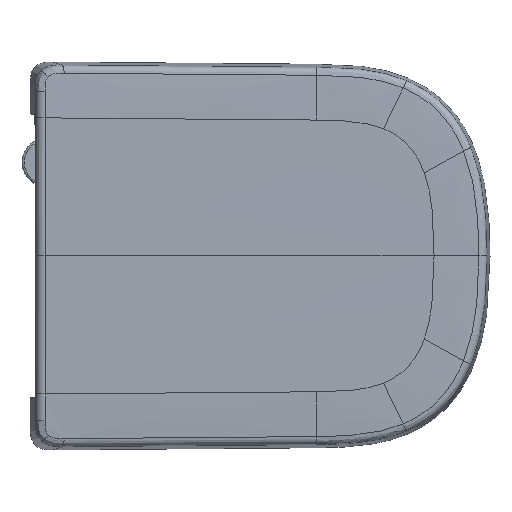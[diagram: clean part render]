
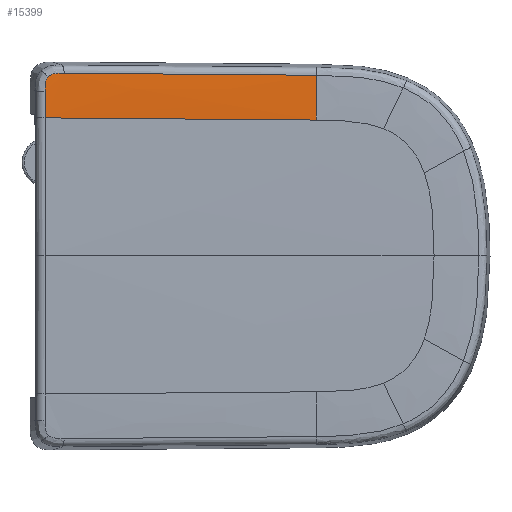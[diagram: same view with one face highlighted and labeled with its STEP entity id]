
A CAD part, top view. The second image highlights one B-rep face of the part: STEP entity #15399.
In plain terms, the highlighted free-form (B-spline) face has degree [3, 3] with [4, 4] control points.
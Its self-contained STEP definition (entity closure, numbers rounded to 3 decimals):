
#3860=ORIENTED_EDGE('',*,*,#7264,.T.);
#3861=ORIENTED_EDGE('',*,*,#7265,.T.);
#3862=ORIENTED_EDGE('',*,*,#7266,.T.);
#3863=ORIENTED_EDGE('',*,*,#7210,.F.);
#3864=ORIENTED_EDGE('',*,*,#7208,.F.);
#3865=ORIENTED_EDGE('',*,*,#7144,.F.);
#7144=EDGE_CURVE('',#9042,#9043,#10538,.T.);
#7208=EDGE_CURVE('',#9043,#9076,#10602,.T.);
#7210=EDGE_CURVE('',#9076,#9077,#10604,.T.);
#7264=EDGE_CURVE('',#9042,#9113,#10656,.T.);
#7265=EDGE_CURVE('',#9113,#9114,#10657,.T.);
#7266=EDGE_CURVE('',#9114,#9077,#10658,.T.);
#9042=VERTEX_POINT('',#31016);
#9043=VERTEX_POINT('',#31021);
#9076=VERTEX_POINT('',#32660);
#9077=VERTEX_POINT('',#32741);
#9113=VERTEX_POINT('',#34021);
#9114=VERTEX_POINT('',#34026);
#10538=B_SPLINE_CURVE_WITH_KNOTS('',3,(#31017,#31018,#31019,#31020),
 .UNSPECIFIED.,.F.,.F.,(4,4),(0.,1.),.UNSPECIFIED.);
#10602=B_SPLINE_CURVE_WITH_KNOTS('',3,(#32653,#32654,#32655,#32656,#32657,
#32658,#32659),.UNSPECIFIED.,.F.,.F.,(4,1,1,1,4),(0.,0.25,0.5,0.75,1.),
 .UNSPECIFIED.);
#10604=B_SPLINE_CURVE_WITH_KNOTS('',3,(#32734,#32735,#32736,#32737,#32738,
#32739,#32740),.UNSPECIFIED.,.F.,.F.,(4,1,1,1,4),(0.,0.25,0.5,0.75,1.),
 .UNSPECIFIED.);
#10656=B_SPLINE_CURVE_WITH_KNOTS('',3,(#34017,#34018,#34019,#34020),
 .UNSPECIFIED.,.F.,.F.,(4,4),(0.,1.),.UNSPECIFIED.);
#10657=B_SPLINE_CURVE_WITH_KNOTS('',3,(#34022,#34023,#34024,#34025),
 .UNSPECIFIED.,.F.,.F.,(4,4),(0.,1.),.UNSPECIFIED.);
#10658=B_SPLINE_CURVE_WITH_KNOTS('',3,(#34027,#34028,#34029,#34030),
 .UNSPECIFIED.,.F.,.F.,(4,4),(0.,1.),.UNSPECIFIED.);
#11182=EDGE_LOOP('',(#3860,#3861,#3862,#3863,#3864,#3865));
#12021=FACE_BOUND('',#11182,.T.);
#12788=B_SPLINE_SURFACE_WITH_KNOTS('',3,3,((#34001,#34002,#34003,#34004),
(#34005,#34006,#34007,#34008),(#34009,#34010,#34011,#34012),(#34013,#34014,
#34015,#34016)),.UNSPECIFIED.,.F.,.F.,.F.,(4,4),(4,4),(-0.969,
0.),(0.,0.854),.PIECEWISE_BEZIER_KNOTS.);
#15399=ADVANCED_FACE('',(#12021),#12788,.T.);
#31016=CARTESIAN_POINT('',(118.261,133.063,51.768));
#31017=CARTESIAN_POINT('',(118.261,133.063,51.768));
#31018=CARTESIAN_POINT('',(118.221,141.599,51.649));
#31019=CARTESIAN_POINT('',(118.178,150.136,51.518));
#31020=CARTESIAN_POINT('',(118.076,158.668,51.21));
#31021=CARTESIAN_POINT('',(118.076,158.668,51.21));
#32653=CARTESIAN_POINT('',(118.076,158.668,51.21));
#32654=CARTESIAN_POINT('',(118.062,159.906,51.165));
#32655=CARTESIAN_POINT('',(118.054,162.385,51.067));
#32656=CARTESIAN_POINT('',(118.257,166.098,50.896));
#32657=CARTESIAN_POINT('',(119.112,169.741,50.699));
#32658=CARTESIAN_POINT('',(120.425,171.896,50.565));
#32659=CARTESIAN_POINT('',(121.306,172.767,50.507));
#32660=CARTESIAN_POINT('',(121.306,172.767,50.507));
#32734=CARTESIAN_POINT('',(121.306,172.767,50.507));
#32735=CARTESIAN_POINT('',(122.269,173.719,50.445));
#32736=CARTESIAN_POINT('',(124.67,175.088,50.348));
#32737=CARTESIAN_POINT('',(128.682,175.948,50.282));
#32738=CARTESIAN_POINT('',(132.742,176.143,50.266));
#32739=CARTESIAN_POINT('',(135.459,176.131,50.265));
#32740=CARTESIAN_POINT('',(136.816,176.12,50.265));
#32741=CARTESIAN_POINT('',(136.816,176.12,50.265));
#34001=CARTESIAN_POINT('',(116.273,133.079,51.768));
#34002=CARTESIAN_POINT('',(116.39,147.59,51.565));
#34003=CARTESIAN_POINT('',(116.507,162.08,51.33));
#34004=CARTESIAN_POINT('',(116.624,176.541,50.246));
#34005=CARTESIAN_POINT('',(204.025,132.371,51.765));
#34006=CARTESIAN_POINT('',(204.142,146.882,51.566));
#34007=CARTESIAN_POINT('',(204.258,161.373,51.334));
#34008=CARTESIAN_POINT('',(204.373,175.834,50.247));
#34009=CARTESIAN_POINT('',(291.778,131.664,51.688));
#34010=CARTESIAN_POINT('',(291.893,146.175,51.506));
#34011=CARTESIAN_POINT('',(292.009,160.666,51.295));
#34012=CARTESIAN_POINT('',(292.122,175.128,50.235));
#34013=CARTESIAN_POINT('',(379.53,130.958,51.456));
#34014=CARTESIAN_POINT('',(379.644,145.468,51.318));
#34015=CARTESIAN_POINT('',(379.759,159.96,51.158));
#34016=CARTESIAN_POINT('',(379.871,174.424,50.19));
#34017=CARTESIAN_POINT('',(118.261,133.063,51.768));
#34018=CARTESIAN_POINT('',(205.35,132.36,51.764));
#34019=CARTESIAN_POINT('',(292.44,131.658,51.686));
#34020=CARTESIAN_POINT('',(379.53,130.958,51.456));
#34021=CARTESIAN_POINT('',(379.53,130.958,51.456));
#34022=CARTESIAN_POINT('',(379.53,130.958,51.456));
#34023=CARTESIAN_POINT('',(379.644,145.376,51.319));
#34024=CARTESIAN_POINT('',(379.758,159.776,51.16));
#34025=CARTESIAN_POINT('',(379.869,174.149,50.208));
#34026=CARTESIAN_POINT('',(379.869,174.149,50.208));
#34027=CARTESIAN_POINT('',(379.869,174.149,50.208));
#34028=CARTESIAN_POINT('',(303.387,174.771,50.248));
#34029=CARTESIAN_POINT('',(222.369,175.428,50.264));
#34030=CARTESIAN_POINT('',(136.816,176.12,50.265));
